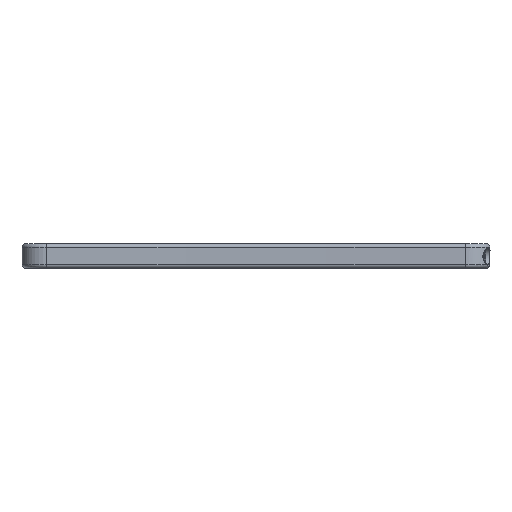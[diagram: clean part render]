
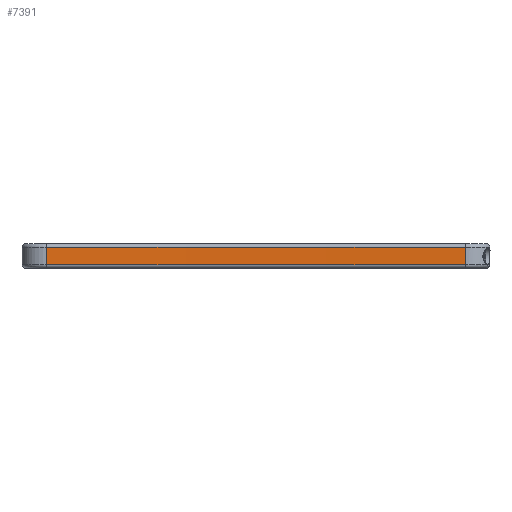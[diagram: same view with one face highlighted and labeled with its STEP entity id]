
A CAD part, front view. The second image highlights one B-rep face of the part: STEP entity #7391.
In plain terms, the highlighted cylindrical face has radius 4206.7 mm (diameter 8413.39 mm), a partial arc.
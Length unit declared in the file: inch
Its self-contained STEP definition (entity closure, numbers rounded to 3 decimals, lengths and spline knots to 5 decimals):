
#126 = CYLINDRICAL_SURFACE ( 'NONE', #7880, 165.61792 ) ;
#613 = VERTEX_POINT ( 'NONE', #7011 ) ;
#652 = EDGE_CURVE ( 'NONE', #7736, #9144, #1251, .T. ) ;
#875 = ORIENTED_EDGE ( 'NONE', *, *, #1632, .T. ) ;
#960 = FACE_OUTER_BOUND ( 'NONE', #5256, .T. ) ;
#1047 = CIRCLE ( 'NONE', #1949, 165.61792 ) ;
#1251 = LINE ( 'NONE', #1850, #5431 ) ;
#1484 = DIRECTION ( 'NONE',  ( 0., 0., -1. ) ) ;
#1510 = CARTESIAN_POINT ( 'NONE',  ( 4.68848, -3.49783, 0.443 ) ) ;
#1632 = EDGE_CURVE ( 'NONE', #613, #7736, #2212, .T. ) ;
#1850 = CARTESIAN_POINT ( 'NONE',  ( -4.68848, -3.49783, 0.443 ) ) ;
#1949 = AXIS2_PLACEMENT_3D ( 'NONE', #4423, #1484, #2194 ) ;
#1979 = EDGE_CURVE ( 'NONE', #9144, #8944, #1047, .T. ) ;
#2194 = DIRECTION ( 'NONE',  ( -1., 0., 0. ) ) ;
#2212 = CIRCLE ( 'NONE', #7484, 165.61792 ) ;
#2267 = CARTESIAN_POINT ( 'NONE',  ( 4.68848, -3.49783, 0.08 ) ) ;
#2972 = ORIENTED_EDGE ( 'NONE', *, *, #1979, .T. ) ;
#3049 = DIRECTION ( 'NONE',  ( 0., 0., -1. ) ) ;
#4423 = CARTESIAN_POINT ( 'NONE',  ( 0., -169.04937, 0.08 ) ) ;
#4616 = DIRECTION ( 'NONE',  ( -1., 0., 0. ) ) ;
#5256 = EDGE_LOOP ( 'NONE', ( #7992, #2972, #5405, #875 ) ) ;
#5340 = CARTESIAN_POINT ( 'NONE',  ( -4.68848, -3.49783, 0.463 ) ) ;
#5405 = ORIENTED_EDGE ( 'NONE', *, *, #8854, .F. ) ;
#5431 = VECTOR ( 'NONE', #9177, 39.37008 ) ;
#5463 = CARTESIAN_POINT ( 'NONE',  ( 0., -169.04937, 0.463 ) ) ;
#5872 = CARTESIAN_POINT ( 'NONE',  ( 0., -169.04937, 0.443 ) ) ;
#6925 = DIRECTION ( 'NONE',  ( 0., 0., 1. ) ) ;
#7011 = CARTESIAN_POINT ( 'NONE',  ( 4.68848, -3.49783, 0.463 ) ) ;
#7269 = LINE ( 'NONE', #1510, #7350 ) ;
#7350 = VECTOR ( 'NONE', #8600, 39.37008 ) ;
#7372 = DIRECTION ( 'NONE',  ( -1., 0., 0. ) ) ;
#7391 = ADVANCED_FACE ( 'NONE', ( #960 ), #126, .F. ) ;
#7484 = AXIS2_PLACEMENT_3D ( 'NONE', #5463, #6925, #4616 ) ;
#7736 = VERTEX_POINT ( 'NONE', #5340 ) ;
#7880 = AXIS2_PLACEMENT_3D ( 'NONE', #5872, #3049, #7372 ) ;
#7992 = ORIENTED_EDGE ( 'NONE', *, *, #652, .T. ) ;
#8600 = DIRECTION ( 'NONE',  ( 0., 0., -1. ) ) ;
#8854 = EDGE_CURVE ( 'NONE', #613, #8944, #7269, .T. ) ;
#8921 = CARTESIAN_POINT ( 'NONE',  ( -4.68848, -3.49783, 0.08 ) ) ;
#8944 = VERTEX_POINT ( 'NONE', #2267 ) ;
#9144 = VERTEX_POINT ( 'NONE', #8921 ) ;
#9177 = DIRECTION ( 'NONE',  ( 0., 0., -1. ) ) ;
